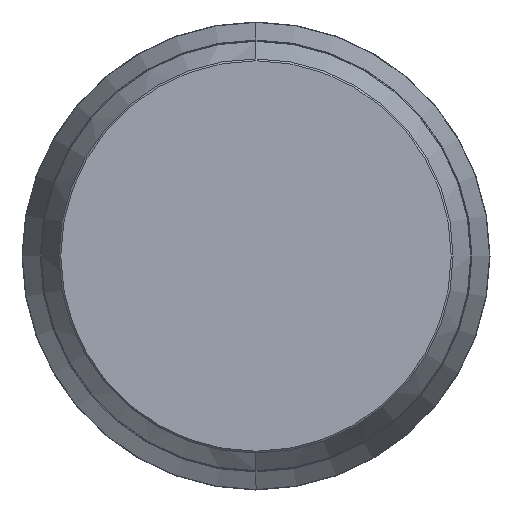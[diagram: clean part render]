
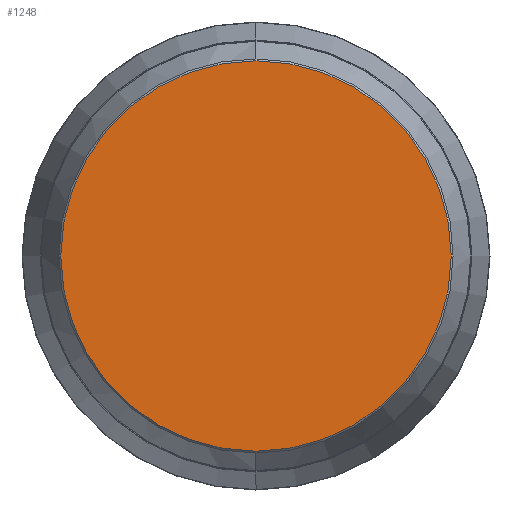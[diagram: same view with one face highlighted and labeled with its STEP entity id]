
A CAD part, left-side view. The second image highlights one B-rep face of the part: STEP entity #1248.
In plain terms, the highlighted planar face has unit normal (-1, 0, 0).
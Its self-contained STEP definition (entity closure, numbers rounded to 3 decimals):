
#15 = DIRECTION ( 'NONE',  ( -1., 0., 0. ) ) ;
#17 = AXIS2_PLACEMENT_3D ( 'NONE', #298, #937, #721 ) ;
#61 = VERTEX_POINT ( 'NONE', #868 ) ;
#92 = PLANE ( 'NONE',  #17 ) ;
#141 = CARTESIAN_POINT ( 'NONE',  ( 0., 0., -31.7 ) ) ;
#172 = VERTEX_POINT ( 'NONE', #141 ) ;
#184 = CIRCLE ( 'NONE', #1062, 31.7 ) ;
#298 = CARTESIAN_POINT ( 'NONE',  ( 0., 0., 0. ) ) ;
#484 = DIRECTION ( 'NONE',  ( 0., 0., 1. ) ) ;
#525 = DIRECTION ( 'NONE',  ( 0., 0., 1. ) ) ;
#550 = ORIENTED_EDGE ( 'NONE', *, *, #599, .T. ) ;
#599 = EDGE_CURVE ( 'NONE', #172, #61, #1291, .T. ) ;
#600 = FACE_OUTER_BOUND ( 'NONE', #1265, .T. ) ;
#721 = DIRECTION ( 'NONE',  ( 0., 0., -1. ) ) ;
#868 = CARTESIAN_POINT ( 'NONE',  ( 0., 0., 31.7 ) ) ;
#908 = CARTESIAN_POINT ( 'NONE',  ( 0., 0., 0. ) ) ;
#933 = ORIENTED_EDGE ( 'NONE', *, *, #1198, .T. ) ;
#937 = DIRECTION ( 'NONE',  ( 1., 0., 0. ) ) ;
#1062 = AXIS2_PLACEMENT_3D ( 'NONE', #908, #1112, #484 ) ;
#1112 = DIRECTION ( 'NONE',  ( -1., 0., 0. ) ) ;
#1198 = EDGE_CURVE ( 'NONE', #61, #172, #184, .T. ) ;
#1248 = ADVANCED_FACE ( 'NONE', ( #600 ), #92, .F. ) ;
#1265 = EDGE_LOOP ( 'NONE', ( #550, #933 ) ) ;
#1272 = CARTESIAN_POINT ( 'NONE',  ( 0., 0., 0. ) ) ;
#1291 = CIRCLE ( 'NONE', #1323, 31.7 ) ;
#1323 = AXIS2_PLACEMENT_3D ( 'NONE', #1272, #15, #525 ) ;
